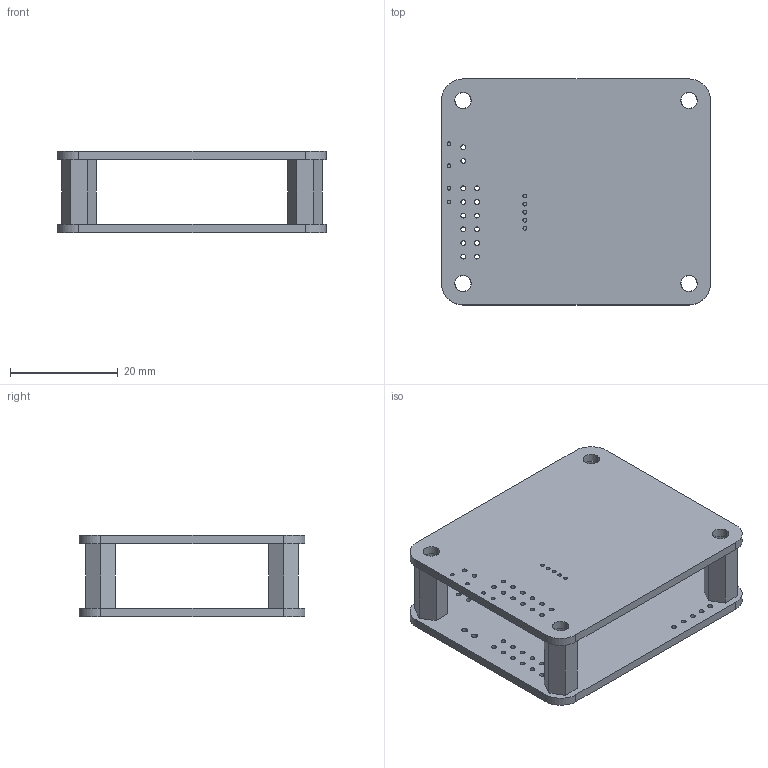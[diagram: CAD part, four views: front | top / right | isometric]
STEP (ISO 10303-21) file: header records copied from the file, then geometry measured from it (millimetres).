
FILE_DESCRIPTION (( 'STEP AP214' ), '1' );
FILE_NAME ('Assembly.STEP', '2025-03-01T21:26:22', ( '' ), ( '' ), 'SwSTEP 2.0', 'SolidWorks 2020', '' );
FILE_SCHEMA (( 'AUTOMOTIVE_DESIGN' ));
Length unit declared in the file: millimetre
Products named in the file (6): Assembly; RlEz-Board.step; PCBHolder12mm; PDBV4.step; Obma-Board.step; RocketBoardV4.step
Assembly tree (8 placements, depth 3):
  Assembly
    PCBHolder12mm  x4
    PDBV4.step
      RlEz-Board.step
    RocketBoardV4.step
      Obma-Board.step
Bounding box: 49.97 x 41.97 x 15.2 mm (x, y, z)
Volume: 7448 mm3; surface area: 10580 mm2
Topology: 6 solids, 6 shells, 172 faces, 480 edges, 320 vertices
Faces by surface type: cylinder 128, plane 44
Entity records: 5298 total; most frequent: DIRECTION 962, CARTESIAN_POINT 835, ORIENTED_EDGE 816, EDGE_CURVE 408, AXIS2_PLACEMENT_3D 399, VERTEX_POINT 272, EDGE_LOOP 256, CIRCLE 244
